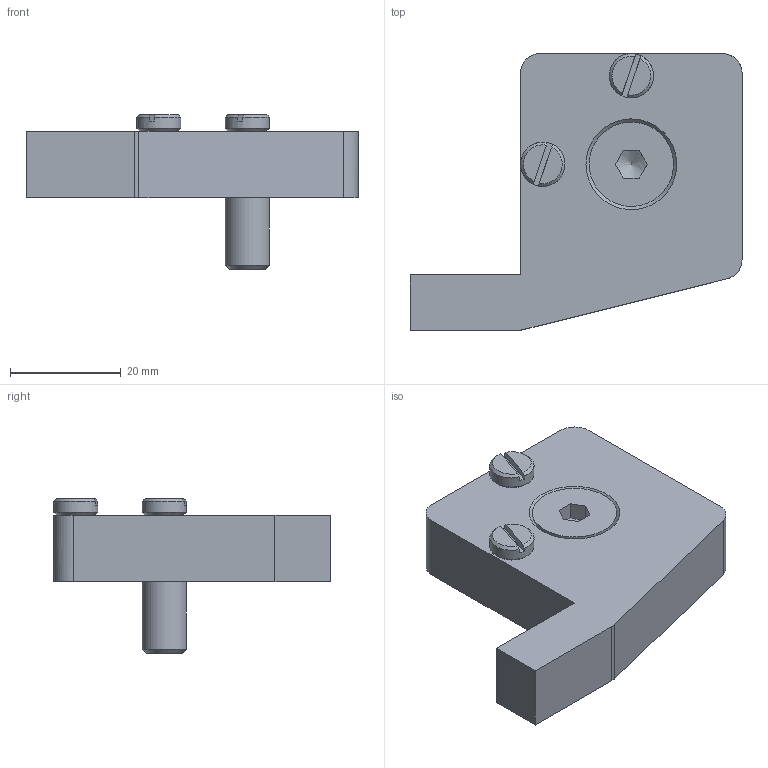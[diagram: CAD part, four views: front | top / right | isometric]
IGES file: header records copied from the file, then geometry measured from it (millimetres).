
Global section: file name: SZ8041N_A; native system: Autodesk Inventor 2015; preprocessor: unknown; author: Behrens; date: 20151117.120651; units: millimetre
Bounding box: 60 x 50 x 28 mm (x, y, z)
Volume: 24321.3 mm3; surface area: 8387.6 mm2
Topology: 4 solids, 4 shells, 65 faces, 176 edges, 121 vertices
Faces by surface type: bspline 65
